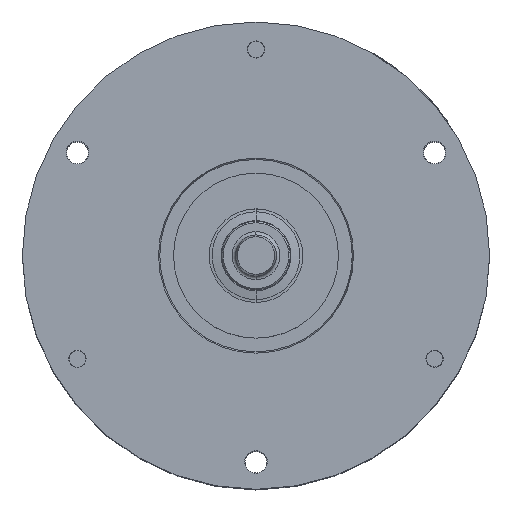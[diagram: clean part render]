
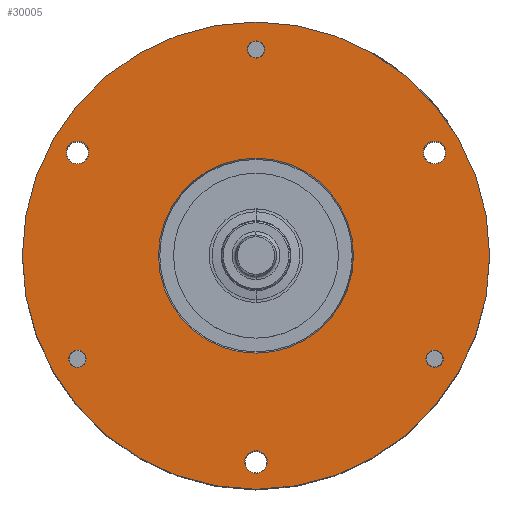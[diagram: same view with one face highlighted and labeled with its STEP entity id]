
A CAD part, top view. The second image highlights one B-rep face of the part: STEP entity #30005.
In plain terms, the highlighted planar face has unit normal (0, 0, 1).
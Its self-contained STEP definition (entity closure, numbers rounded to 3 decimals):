
#4364=CARTESIAN_POINT('',(0.,0.,25.));
#4365=DIRECTION('',(0.,0.,1.));
#4366=DIRECTION('',(1.,0.,0.));
#4367=AXIS2_PLACEMENT_3D('',#4364,#4365,#4366);
#4369=CARTESIAN_POINT('',(0.,0.,25.));
#4370=DIRECTION('',(0.,0.,1.));
#4371=DIRECTION('',(-1.,0.,0.));
#4372=AXIS2_PLACEMENT_3D('',#4369,#4370,#4371);
#4374=CARTESIAN_POINT('',(-25.981,-15.,25.));
#4375=DIRECTION('',(0.,0.,-1.));
#4376=DIRECTION('',(0.,1.,0.));
#4377=AXIS2_PLACEMENT_3D('',#4374,#4375,#4376);
#4379=CARTESIAN_POINT('',(-25.981,-15.,25.));
#4380=DIRECTION('',(0.,0.,-1.));
#4381=DIRECTION('',(0.,-1.,0.));
#4382=AXIS2_PLACEMENT_3D('',#4379,#4380,#4381);
#4384=CARTESIAN_POINT('',(0.,30.,25.));
#4385=DIRECTION('',(0.,0.,-1.));
#4386=DIRECTION('',(0.,1.,0.));
#4387=AXIS2_PLACEMENT_3D('',#4384,#4385,#4386);
#4389=CARTESIAN_POINT('',(0.,30.,25.));
#4390=DIRECTION('',(0.,0.,-1.));
#4391=DIRECTION('',(0.,-1.,0.));
#4392=AXIS2_PLACEMENT_3D('',#4389,#4390,#4391);
#4394=CARTESIAN_POINT('',(25.981,-15.,25.));
#4395=DIRECTION('',(0.,0.,-1.));
#4396=DIRECTION('',(0.,1.,0.));
#4397=AXIS2_PLACEMENT_3D('',#4394,#4395,#4396);
#4399=CARTESIAN_POINT('',(25.981,-15.,25.));
#4400=DIRECTION('',(0.,0.,-1.));
#4401=DIRECTION('',(0.,-1.,0.));
#4402=AXIS2_PLACEMENT_3D('',#4399,#4400,#4401);
#4404=CARTESIAN_POINT('',(25.981,15.,25.));
#4405=DIRECTION('',(0.,0.,1.));
#4406=DIRECTION('',(0.,-1.,0.));
#4407=AXIS2_PLACEMENT_3D('',#4404,#4405,#4406);
#4409=CARTESIAN_POINT('',(25.981,15.,25.));
#4410=DIRECTION('',(0.,0.,1.));
#4411=DIRECTION('',(0.,1.,0.));
#4412=AXIS2_PLACEMENT_3D('',#4409,#4410,#4411);
#4414=CARTESIAN_POINT('',(0.,-30.,25.));
#4415=DIRECTION('',(0.,0.,1.));
#4416=DIRECTION('',(0.,-1.,0.));
#4417=AXIS2_PLACEMENT_3D('',#4414,#4415,#4416);
#4419=CARTESIAN_POINT('',(0.,-30.,25.));
#4420=DIRECTION('',(0.,0.,1.));
#4421=DIRECTION('',(0.,1.,0.));
#4422=AXIS2_PLACEMENT_3D('',#4419,#4420,#4421);
#4424=CARTESIAN_POINT('',(-25.981,15.,25.));
#4425=DIRECTION('',(0.,0.,1.));
#4426=DIRECTION('',(0.,-1.,0.));
#4427=AXIS2_PLACEMENT_3D('',#4424,#4425,#4426);
#4429=CARTESIAN_POINT('',(-25.981,15.,25.));
#4430=DIRECTION('',(0.,0.,1.));
#4431=DIRECTION('',(0.,1.,0.));
#4432=AXIS2_PLACEMENT_3D('',#4429,#4430,#4431);
#4443=CARTESIAN_POINT('',(0.,0.,25.));
#4444=DIRECTION('',(0.,0.,-1.));
#4445=DIRECTION('',(-1.,0.,0.));
#4446=AXIS2_PLACEMENT_3D('',#4443,#4444,#4445);
#4472=CARTESIAN_POINT('',(0.,0.,25.));
#4473=DIRECTION('',(0.,0.,-1.));
#4474=DIRECTION('',(1.,0.,0.));
#4475=AXIS2_PLACEMENT_3D('',#4472,#4473,#4474);
#23052=CARTESIAN_POINT('',(34.,0.,25.));
#23053=CARTESIAN_POINT('',(-34.,0.,25.));
#23054=VERTEX_POINT('',#23052);
#23055=VERTEX_POINT('',#23053);
#23078=CARTESIAN_POINT('',(14.188,0.,25.));
#23079=CARTESIAN_POINT('',(-14.188,0.,25.));
#23080=VERTEX_POINT('',#23078);
#23081=VERTEX_POINT('',#23079);
#23208=CARTESIAN_POINT('',(-25.981,-13.75,25.));
#23209=CARTESIAN_POINT('',(-25.981,-16.25,25.));
#23210=VERTEX_POINT('',#23208);
#23211=VERTEX_POINT('',#23209);
#23212=CARTESIAN_POINT('',(0.,31.25,25.));
#23213=CARTESIAN_POINT('',(0.,28.75,25.));
#23214=VERTEX_POINT('',#23212);
#23215=VERTEX_POINT('',#23213);
#23216=CARTESIAN_POINT('',(25.981,-13.75,25.));
#23217=CARTESIAN_POINT('',(25.981,-16.25,25.));
#23218=VERTEX_POINT('',#23216);
#23219=VERTEX_POINT('',#23217);
#23232=CARTESIAN_POINT('',(25.981,13.35,25.));
#23233=CARTESIAN_POINT('',(25.981,16.65,25.));
#23234=VERTEX_POINT('',#23232);
#23235=VERTEX_POINT('',#23233);
#23244=CARTESIAN_POINT('',(0.,-31.65,25.));
#23245=CARTESIAN_POINT('',(0.,-28.35,25.));
#23246=VERTEX_POINT('',#23244);
#23247=VERTEX_POINT('',#23245);
#23256=CARTESIAN_POINT('',(-25.981,13.35,25.));
#23257=CARTESIAN_POINT('',(-25.981,16.65,25.));
#23258=VERTEX_POINT('',#23256);
#23259=VERTEX_POINT('',#23257);
#29954=CARTESIAN_POINT('',(0.,0.,25.));
#29955=DIRECTION('',(0.,0.,1.));
#29956=DIRECTION('',(1.,0.,0.));
#29957=AXIS2_PLACEMENT_3D('',#29954,#29955,#29956);
#29958=PLANE('',#29957);
#29959=ORIENTED_EDGE('',*,*,#29934,.F.);
#29960=ORIENTED_EDGE('',*,*,#29948,.F.);
#29961=EDGE_LOOP('',(#29959,#29960));
#29962=FACE_OUTER_BOUND('',#29961,.F.);
#29964=ORIENTED_EDGE('',*,*,#29963,.F.);
#29966=ORIENTED_EDGE('',*,*,#29965,.F.);
#29967=EDGE_LOOP('',(#29964,#29966));
#29968=FACE_BOUND('',#29967,.F.);
#29970=ORIENTED_EDGE('',*,*,#29969,.F.);
#29972=ORIENTED_EDGE('',*,*,#29971,.F.);
#29973=EDGE_LOOP('',(#29970,#29972));
#29974=FACE_BOUND('',#29973,.F.);
#29976=ORIENTED_EDGE('',*,*,#29975,.F.);
#29978=ORIENTED_EDGE('',*,*,#29977,.F.);
#29979=EDGE_LOOP('',(#29976,#29978));
#29980=FACE_BOUND('',#29979,.F.);
#29982=ORIENTED_EDGE('',*,*,#29981,.F.);
#29984=ORIENTED_EDGE('',*,*,#29983,.F.);
#29985=EDGE_LOOP('',(#29982,#29984));
#29986=FACE_BOUND('',#29985,.F.);
#29988=ORIENTED_EDGE('',*,*,#29987,.T.);
#29990=ORIENTED_EDGE('',*,*,#29989,.T.);
#29991=EDGE_LOOP('',(#29988,#29990));
#29992=FACE_BOUND('',#29991,.F.);
#29994=ORIENTED_EDGE('',*,*,#29993,.T.);
#29996=ORIENTED_EDGE('',*,*,#29995,.T.);
#29997=EDGE_LOOP('',(#29994,#29996));
#29998=FACE_BOUND('',#29997,.F.);
#30000=ORIENTED_EDGE('',*,*,#29999,.T.);
#30002=ORIENTED_EDGE('',*,*,#30001,.T.);
#30003=EDGE_LOOP('',(#30000,#30002));
#30004=FACE_BOUND('',#30003,.F.);
#4368=CIRCLE('',#4367,34.);
#4373=CIRCLE('',#4372,34.);
#4378=CIRCLE('',#4377,1.25);
#4383=CIRCLE('',#4382,1.25);
#4388=CIRCLE('',#4387,1.25);
#4393=CIRCLE('',#4392,1.25);
#4398=CIRCLE('',#4397,1.25);
#4403=CIRCLE('',#4402,1.25);
#4408=CIRCLE('',#4407,1.65);
#4413=CIRCLE('',#4412,1.65);
#4418=CIRCLE('',#4417,1.65);
#4423=CIRCLE('',#4422,1.65);
#4428=CIRCLE('',#4427,1.65);
#4433=CIRCLE('',#4432,1.65);
#4447=CIRCLE('',#4446,14.188);
#4476=CIRCLE('',#4475,14.188);
#29934=EDGE_CURVE('',#23054,#23055,#4368,.T.);
#29948=EDGE_CURVE('',#23055,#23054,#4373,.T.);
#29963=EDGE_CURVE('',#23081,#23080,#4447,.T.);
#29965=EDGE_CURVE('',#23080,#23081,#4476,.T.);
#29969=EDGE_CURVE('',#23210,#23211,#4378,.T.);
#29971=EDGE_CURVE('',#23211,#23210,#4383,.T.);
#29975=EDGE_CURVE('',#23214,#23215,#4388,.T.);
#29977=EDGE_CURVE('',#23215,#23214,#4393,.T.);
#29981=EDGE_CURVE('',#23218,#23219,#4398,.T.);
#29983=EDGE_CURVE('',#23219,#23218,#4403,.T.);
#29987=EDGE_CURVE('',#23234,#23235,#4408,.T.);
#29989=EDGE_CURVE('',#23235,#23234,#4413,.T.);
#29993=EDGE_CURVE('',#23246,#23247,#4418,.T.);
#29995=EDGE_CURVE('',#23247,#23246,#4423,.T.);
#29999=EDGE_CURVE('',#23258,#23259,#4428,.T.);
#30001=EDGE_CURVE('',#23259,#23258,#4433,.T.);
#30005=ADVANCED_FACE('',(#29962,#29968,#29974,#29980,#29986,#29992,#29998,
#30004),#29958,.T.);
